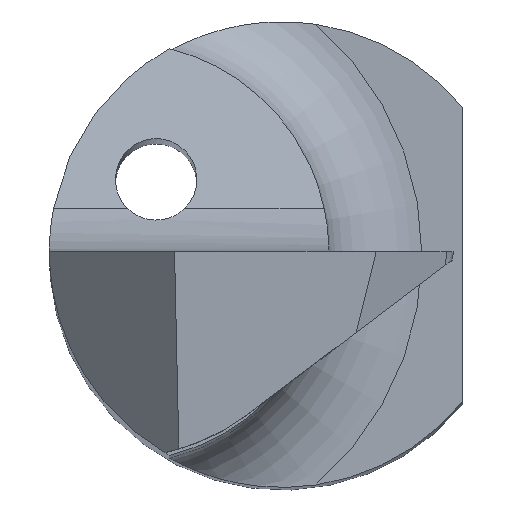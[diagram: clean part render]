
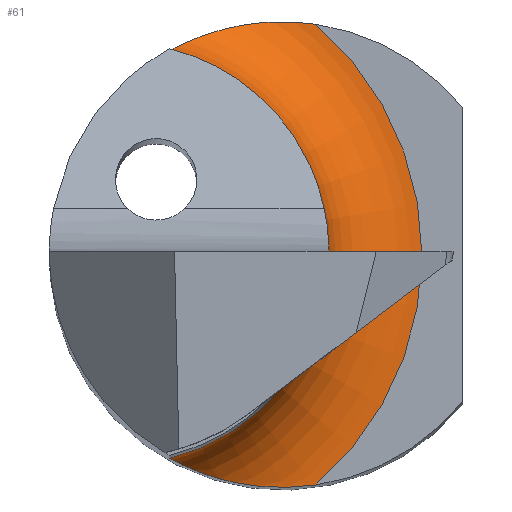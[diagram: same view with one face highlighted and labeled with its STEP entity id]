
A CAD part, top view. The second image highlights one B-rep face of the part: STEP entity #61.
In plain terms, the highlighted toroidal (fillet/blend) face has major radius 2.603 mm and minor radius 0.8 mm.
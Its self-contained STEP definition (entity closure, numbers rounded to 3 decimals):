
#18 = EDGE_CURVE ( 'NONE', #395, #93, #490, .T. ) ;
#26 = CARTESIAN_POINT ( 'NONE',  ( -0.644, -1.898, 14.221 ) ) ;
#31 = DIRECTION ( 'NONE',  ( 0., 0., 1. ) ) ;
#50 = CARTESIAN_POINT ( 'NONE',  ( 0.288, 1.979, 14. ) ) ;
#61 = ADVANCED_FACE ( 'NONE', ( #270 ), #623, .F. ) ;
#93 = VERTEX_POINT ( 'NONE', #758 ) ;
#98 = CARTESIAN_POINT ( 'NONE',  ( -0.4, -1.964, 14.1 ) ) ;
#105 = CARTESIAN_POINT ( 'NONE',  ( 0.148, -1.999, 14. ) ) ;
#115 = ORIENTED_EDGE ( 'NONE', *, *, #733, .F. ) ;
#123 = AXIS2_PLACEMENT_3D ( 'NONE', #130, #687, #630 ) ;
#130 = CARTESIAN_POINT ( 'NONE',  ( -1.403, 0., 14. ) ) ;
#143 = CARTESIAN_POINT ( 'NONE',  ( -0.968, 1.75, 14.658 ) ) ;
#197 = CARTESIAN_POINT ( 'NONE',  ( -0.402, 1.963, 14.101 ) ) ;
#205 = EDGE_CURVE ( 'NONE', #608, #592, #538, .T. ) ;
#248 = EDGE_LOOP ( 'NONE', ( #476, #115, #745, #798 ) ) ;
#270 = FACE_OUTER_BOUND ( 'NONE', #248, .T. ) ;
#318 = CARTESIAN_POINT ( 'NONE',  ( -0.918, 1.779, 14.522 ) ) ;
#322 = DIRECTION ( 'NONE',  ( 0., 0., 1. ) ) ;
#379 = CARTESIAN_POINT ( 'NONE',  ( 0.288, 1.979, 14. ) ) ;
#382 = CARTESIAN_POINT ( 'NONE',  ( -0.266, 1.987, 14.06 ) ) ;
#384 = CARTESIAN_POINT ( 'NONE',  ( -1.403, 0., 14.8 ) ) ;
#389 = CARTESIAN_POINT ( 'NONE',  ( -0.755, 1.854, 14.304 ) ) ;
#395 = VERTEX_POINT ( 'NONE', #398 ) ;
#398 = CARTESIAN_POINT ( 'NONE',  ( 0.288, -1.979, 14. ) ) ;
#399 = CARTESIAN_POINT ( 'NONE',  ( 0.01, -2.005, 14.01 ) ) ;
#410 = CIRCLE ( 'NONE', #498, 1.803 ) ;
#413 = CARTESIAN_POINT ( 'NONE',  ( 0.288, -1.979, 14. ) ) ;
#443 = CARTESIAN_POINT ( 'NONE',  ( 0.007, 2.005, 14.01 ) ) ;
#456 = CARTESIAN_POINT ( 'NONE',  ( -0.755, -1.854, 14.304 ) ) ;
#459 = EDGE_CURVE ( 'NONE', #93, #608, #410, .T. ) ;
#463 = CARTESIAN_POINT ( 'NONE',  ( -1.403, 0., 14.8 ) ) ;
#467 = DIRECTION ( 'NONE',  ( 1., 0., 0. ) ) ;
#472 = CIRCLE ( 'NONE', #123, 2.603 ) ;
#476 = ORIENTED_EDGE ( 'NONE', *, *, #18, .F. ) ;
#490 = B_SPLINE_CURVE_WITH_KNOTS ( 'NONE', 3,
 ( #413, #105, #399, #583, #98, #26, #456, #580, #720, #714 ),
 .UNSPECIFIED., .F., .F.,
 ( 4, 2, 2, 2, 4 ),
 ( 0., 0., 0.001, 0.001, 0.002 ),
 .UNSPECIFIED. ) ;
#498 = AXIS2_PLACEMENT_3D ( 'NONE', #384, #322, #467 ) ;
#501 = CARTESIAN_POINT ( 'NONE',  ( 0.148, 1.999, 14. ) ) ;
#538 = B_SPLINE_CURVE_WITH_KNOTS ( 'NONE', 3,
 ( #759, #143, #318, #389, #567, #197, #382, #443, #501, #379 ),
 .UNSPECIFIED., .F., .F.,
 ( 4, 2, 2, 2, 4 ),
 ( 0., 0., 0.001, 0.001, 0.002 ),
 .UNSPECIFIED. ) ;
#548 = AXIS2_PLACEMENT_3D ( 'NONE', #463, #31, #708 ) ;
#567 = CARTESIAN_POINT ( 'NONE',  ( -0.644, 1.898, 14.222 ) ) ;
#580 = CARTESIAN_POINT ( 'NONE',  ( -0.918, -1.779, 14.521 ) ) ;
#583 = CARTESIAN_POINT ( 'NONE',  ( -0.265, -1.987, 14.06 ) ) ;
#592 = VERTEX_POINT ( 'NONE', #50 ) ;
#608 = VERTEX_POINT ( 'NONE', #680 ) ;
#623 = TOROIDAL_SURFACE ( 'NONE', #548, 2.603, 0.8 ) ;
#630 = DIRECTION ( 'NONE',  ( 1., 0., 0. ) ) ;
#680 = CARTESIAN_POINT ( 'NONE',  ( -0.968, 1.75, 14.8 ) ) ;
#687 = DIRECTION ( 'NONE',  ( 0., 0., -1. ) ) ;
#708 = DIRECTION ( 'NONE',  ( 1., 0., 0. ) ) ;
#714 = CARTESIAN_POINT ( 'NONE',  ( -0.968, -1.75, 14.8 ) ) ;
#720 = CARTESIAN_POINT ( 'NONE',  ( -0.968, -1.75, 14.658 ) ) ;
#733 = EDGE_CURVE ( 'NONE', #592, #395, #472, .T. ) ;
#745 = ORIENTED_EDGE ( 'NONE', *, *, #205, .F. ) ;
#758 = CARTESIAN_POINT ( 'NONE',  ( -0.968, -1.75, 14.8 ) ) ;
#759 = CARTESIAN_POINT ( 'NONE',  ( -0.968, 1.75, 14.8 ) ) ;
#798 = ORIENTED_EDGE ( 'NONE', *, *, #459, .F. ) ;
